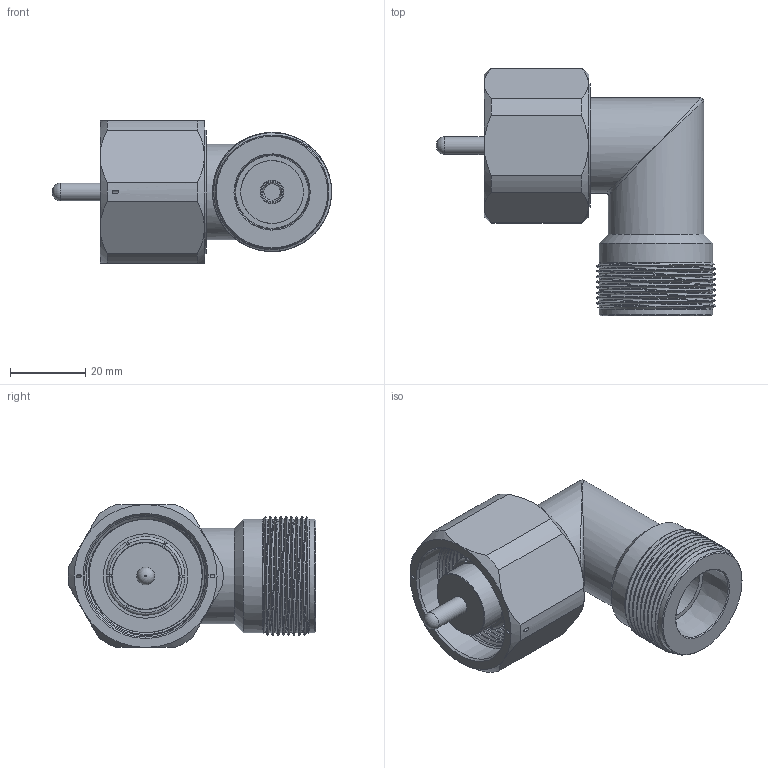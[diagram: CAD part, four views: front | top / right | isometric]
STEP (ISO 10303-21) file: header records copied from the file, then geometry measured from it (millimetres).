
FILE_DESCRIPTION (( 'STEP AP203' ), '1' );
FILE_NAME ('PE9398.step', '2019-12-11T20:59:26', ( '' ), ( '' ), 'SwSTEP 2.0', 'SolidWorks 2018', '' );
FILE_SCHEMA (( 'CONFIG_CONTROL_DESIGN' ));
Length unit declared in the file: inch
Products named in the file (1): PE9398
Bounding box: 74.42 x 66.07 x 38.1 mm (x, y, z)
Volume: 57823.5 mm3; surface area: 17569.5 mm2
Topology: 1 solids, 1 shells, 136 faces, 393 edges, 266 vertices
Faces by surface type: plane 67, cone 28, cylinder 25, bspline 9, torus 7
Full cylindrical faces by diameter (mm): 1.016 x2, 4.401 x1, 4.775 x1, 6.35 x1, 7.938 x1, 16.722 x1, 17.989 x1, 19.433 x1, 22.51 x1, 25.4 x2, 30.166 x1, 30.215 x2, 32.545 x1, 33.02 x1
Entity records: 12425 total; most frequent: CARTESIAN_POINT 9222, ORIENTED_EDGE 708, DIRECTION 532, EDGE_CURVE 354, VERTEX_POINT 257, AXIS2_PLACEMENT_3D 218, EDGE_LOOP 177, FACE_OUTER_BOUND 154
